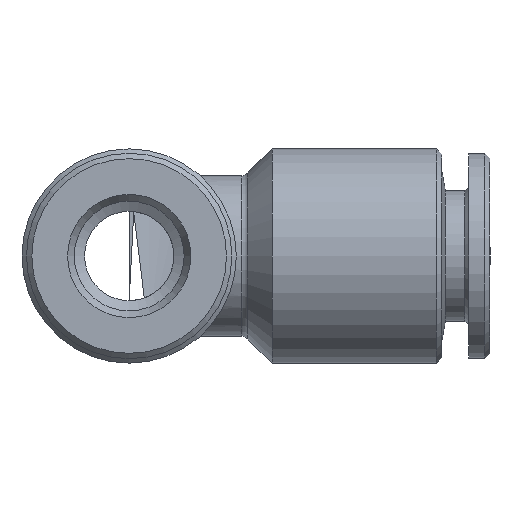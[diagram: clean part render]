
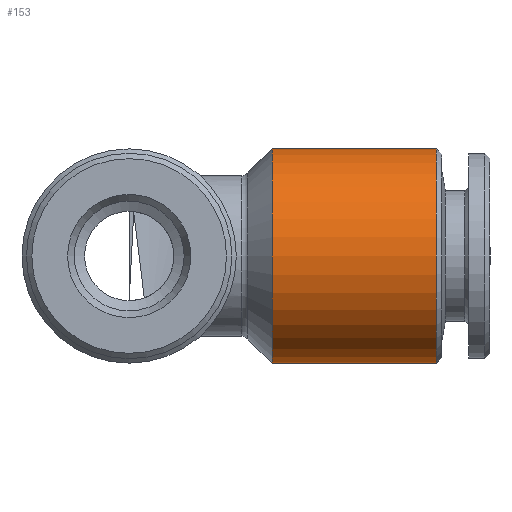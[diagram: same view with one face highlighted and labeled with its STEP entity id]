
A CAD part, left-side view. The second image highlights one B-rep face of the part: STEP entity #153.
In plain terms, the highlighted cylindrical face has radius 6 mm (diameter 12 mm), a full revolution.
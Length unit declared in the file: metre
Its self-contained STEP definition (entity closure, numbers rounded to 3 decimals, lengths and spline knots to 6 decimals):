
#153 = ADVANCED_FACE( 'NONE', ( #350, #351 ), #352, .T. );
#350 = FACE_OUTER_BOUND( '', #729, .T. );
#351 = FACE_OUTER_BOUND( '', #730, .T. );
#352 = CYLINDRICAL_SURFACE( '', #731, 0.006 );
#729 = EDGE_LOOP( '', ( #1015 ) );
#730 = EDGE_LOOP( '', ( #1016 ) );
#731 = AXIS2_PLACEMENT_3D( '', #1017, #1018, #1019 );
#1015 = ORIENTED_EDGE( '', *, *, #1180, .T. );
#1016 = ORIENTED_EDGE( '', *, *, #1154, .T. );
#1017 = CARTESIAN_POINT( '', ( 0., 0., 0. ) );
#1018 = DIRECTION( '', ( 0., -1., 0. ) );
#1019 = DIRECTION( '', ( -1., 0., 0. ) );
#1154 = EDGE_CURVE( 'NONE', #1300, #1300, #1301, .T. );
#1180 = EDGE_CURVE( 'NONE', #1338, #1338, #1339, .T. );
#1300 = VERTEX_POINT( '', #1589 );
#1301 = CIRCLE( '', #1590, 0.006 );
#1338 = VERTEX_POINT( '', #1647 );
#1339 = CIRCLE( '', #1648, 0.006 );
#1589 = CARTESIAN_POINT( '', ( -0.006, -0.0172, 0. ) );
#1590 = AXIS2_PLACEMENT_3D( '', #1769, #1770, #1771 );
#1647 = CARTESIAN_POINT( '', ( 0.006, -0.008, 0. ) );
#1648 = AXIS2_PLACEMENT_3D( '', #1799, #1800, #1801 );
#1769 = CARTESIAN_POINT( '', ( 0., -0.0172, 0. ) );
#1770 = DIRECTION( '', ( 0., 1., 0. ) );
#1771 = DIRECTION( '', ( -1., 0., 0. ) );
#1799 = CARTESIAN_POINT( '', ( 0., -0.008, 0. ) );
#1800 = DIRECTION( '', ( 0., -1., 0. ) );
#1801 = DIRECTION( '', ( 1., 0., 0. ) );
